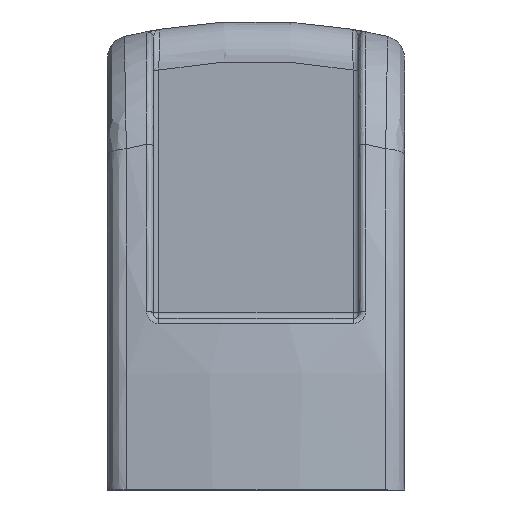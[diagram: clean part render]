
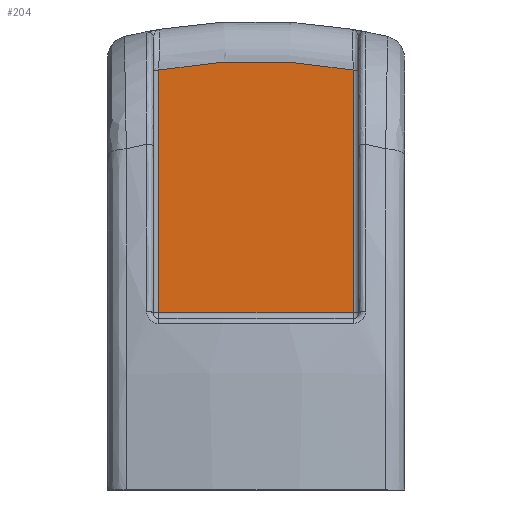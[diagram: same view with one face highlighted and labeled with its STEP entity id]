
A CAD part, left-side view. The second image highlights one B-rep face of the part: STEP entity #204.
In plain terms, the highlighted planar face has unit normal (-1, 0, 0).
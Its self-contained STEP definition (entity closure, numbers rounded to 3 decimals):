
#204 = ADVANCED_FACE( '', ( #525 ), #526, .T. );
#525 = FACE_OUTER_BOUND( '', #1314, .T. );
#526 = PLANE( '', #1315 );
#1314 = EDGE_LOOP( '', ( #5985, #5986, #5987, #5988 ) );
#1315 = AXIS2_PLACEMENT_3D( '', #5989, #5990, #5991 );
#5985 = ORIENTED_EDGE( '', *, *, #7030, .T. );
#5986 = ORIENTED_EDGE( '', *, *, #6982, .T. );
#5987 = ORIENTED_EDGE( '', *, *, #7042, .T. );
#5988 = ORIENTED_EDGE( '', *, *, #7043, .T. );
#5989 = CARTESIAN_POINT( '', ( -50., -9., 79.138 ) );
#5990 = DIRECTION( '', ( -1., 0., 0. ) );
#5991 = DIRECTION( '', ( 0., 0., 1. ) );
#6982 = EDGE_CURVE( '', #7513, #7518, #7520, .F. );
#7030 = EDGE_CURVE( '', #7593, #7513, #7597, .F. );
#7042 = EDGE_CURVE( '', #7518, #7617, #7618, .T. );
#7043 = EDGE_CURVE( '', #7617, #7593, #7619, .T. );
#7513 = VERTEX_POINT( '', #8357 );
#7518 = VERTEX_POINT( '', #8363 );
#7520 = LINE( '', #8365, #8366 );
#7593 = VERTEX_POINT( '', #8691 );
#7597 = LINE( '', #8696, #8697 );
#7617 = VERTEX_POINT( '', #8741 );
#7618 = CIRCLE( '', #8742, 46.5 );
#7619 = LINE( '', #8743, #8744 );
#8357 = CARTESIAN_POINT( '', ( -50., -8.5, 15.5 ) );
#8363 = CARTESIAN_POINT( '', ( -50., -8.5, 36.717 ) );
#8365 = CARTESIAN_POINT( '', ( -50., -8.5, 36.621 ) );
#8366 = VECTOR( '', #11212, 1000. );
#8691 = CARTESIAN_POINT( '', ( -50., 8.5, 15.5 ) );
#8696 = CARTESIAN_POINT( '', ( -50., -9., 15.5 ) );
#8697 = VECTOR( '', #11256, 1000. );
#8741 = CARTESIAN_POINT( '', ( -50., 8.5, 36.717 ) );
#8742 = AXIS2_PLACEMENT_3D( '', #11271, #11272, #11273 );
#8743 = CARTESIAN_POINT( '', ( -50., 8.5, 15. ) );
#8744 = VECTOR( '', #11274, 1000. );
#11212 = DIRECTION( '', ( 0., 0., -1. ) );
#11256 = DIRECTION( '', ( 0., 1., 0. ) );
#11271 = CARTESIAN_POINT( '', ( -50., 0., -9. ) );
#11272 = DIRECTION( '', ( -1., 0., 0. ) );
#11273 = DIRECTION( '', ( 0., 0., 1. ) );
#11274 = DIRECTION( '', ( 0., 0., -1. ) );
